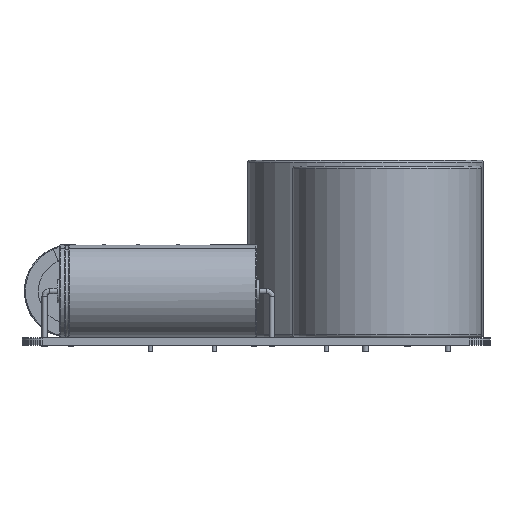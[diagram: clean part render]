
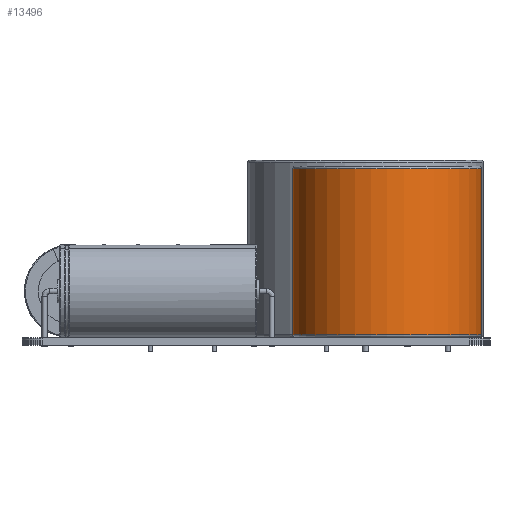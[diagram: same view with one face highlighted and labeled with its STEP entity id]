
A CAD part, front view. The second image highlights one B-rep face of the part: STEP entity #13496.
In plain terms, the highlighted cylindrical face has radius 20.32 mm (diameter 40.64 mm), a full revolution.
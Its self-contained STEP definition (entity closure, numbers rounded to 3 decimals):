
#13496 = ADVANCED_FACE('',(#13497),#13510,.T.);
#13497 = FACE_BOUND('',#13498,.T.);
#13498 = EDGE_LOOP('',(#13499,#13533,#13556,#13583));
#13499 = ORIENTED_EDGE('',*,*,#13500,.T.);
#13500 = EDGE_CURVE('',#13501,#13501,#13503,.T.);
#13501 = VERTEX_POINT('',#13502);
#13502 = CARTESIAN_POINT('',(33.4,0.,0.6));
#13503 = SURFACE_CURVE('',#13504,(#13509,#13521),.PCURVE_S1.);
#13504 = CIRCLE('',#13505,20.32);
#13505 = AXIS2_PLACEMENT_3D('',#13506,#13507,#13508);
#13506 = CARTESIAN_POINT('',(13.08,0.,0.6));
#13507 = DIRECTION('',(0.,0.,1.));
#13508 = DIRECTION('',(1.,0.,-0.));
#13509 = PCURVE('',#13510,#13515);
#13510 = CYLINDRICAL_SURFACE('',#13511,20.32);
#13511 = AXIS2_PLACEMENT_3D('',#13512,#13513,#13514);
#13512 = CARTESIAN_POINT('',(13.08,0.,0.1));
#13513 = DIRECTION('',(-0.,-0.,-1.));
#13514 = DIRECTION('',(1.,0.,0.));
#13515 = DEFINITIONAL_REPRESENTATION('',(#13516),#13520);
#13516 = LINE('',#13517,#13518);
#13517 = CARTESIAN_POINT('',(6.283,-0.5));
#13518 = VECTOR('',#13519,1.);
#13519 = DIRECTION('',(-1.,0.));
#13520 = ( GEOMETRIC_REPRESENTATION_CONTEXT(2) 
PARAMETRIC_REPRESENTATION_CONTEXT() REPRESENTATION_CONTEXT('2D SPACE',''
  ) );
#13521 = PCURVE('',#13522,#13527);
#13522 = TOROIDAL_SURFACE('',#13523,19.82,0.5);
#13523 = AXIS2_PLACEMENT_3D('',#13524,#13525,#13526);
#13524 = CARTESIAN_POINT('',(13.08,0.,0.6));
#13525 = DIRECTION('',(0.,0.,-1.));
#13526 = DIRECTION('',(1.,0.,0.));
#13527 = DEFINITIONAL_REPRESENTATION('',(#13528),#13532);
#13528 = LINE('',#13529,#13530);
#13529 = CARTESIAN_POINT('',(6.283,0.));
#13530 = VECTOR('',#13531,1.);
#13531 = DIRECTION('',(-1.,0.));
#13532 = ( GEOMETRIC_REPRESENTATION_CONTEXT(2) 
PARAMETRIC_REPRESENTATION_CONTEXT() REPRESENTATION_CONTEXT('2D SPACE',''
  ) );
#13533 = ORIENTED_EDGE('',*,*,#13534,.T.);
#13534 = EDGE_CURVE('',#13501,#13535,#13537,.T.);
#13535 = VERTEX_POINT('',#13536);
#13536 = CARTESIAN_POINT('',(33.4,0.,36.43));
#13537 = SEAM_CURVE('',#13538,(#13542,#13549),.PCURVE_S1.);
#13538 = LINE('',#13539,#13540);
#13539 = CARTESIAN_POINT('',(33.4,0.,0.1));
#13540 = VECTOR('',#13541,1.);
#13541 = DIRECTION('',(0.,0.,1.));
#13542 = PCURVE('',#13510,#13543);
#13543 = DEFINITIONAL_REPRESENTATION('',(#13544),#13548);
#13544 = LINE('',#13545,#13546);
#13545 = CARTESIAN_POINT('',(0.,0.));
#13546 = VECTOR('',#13547,1.);
#13547 = DIRECTION('',(0.,-1.));
#13548 = ( GEOMETRIC_REPRESENTATION_CONTEXT(2) 
PARAMETRIC_REPRESENTATION_CONTEXT() REPRESENTATION_CONTEXT('2D SPACE',''
  ) );
#13549 = PCURVE('',#13510,#13550);
#13550 = DEFINITIONAL_REPRESENTATION('',(#13551),#13555);
#13551 = LINE('',#13552,#13553);
#13552 = CARTESIAN_POINT('',(6.283,0.));
#13553 = VECTOR('',#13554,1.);
#13554 = DIRECTION('',(0.,-1.));
#13555 = ( GEOMETRIC_REPRESENTATION_CONTEXT(2) 
PARAMETRIC_REPRESENTATION_CONTEXT() REPRESENTATION_CONTEXT('2D SPACE',''
  ) );
#13556 = ORIENTED_EDGE('',*,*,#13557,.F.);
#13557 = EDGE_CURVE('',#13535,#13535,#13558,.T.);
#13558 = SURFACE_CURVE('',#13559,(#13564,#13571),.PCURVE_S1.);
#13559 = CIRCLE('',#13560,20.32);
#13560 = AXIS2_PLACEMENT_3D('',#13561,#13562,#13563);
#13561 = CARTESIAN_POINT('',(13.08,0.,36.43));
#13562 = DIRECTION('',(0.,0.,1.));
#13563 = DIRECTION('',(1.,0.,-0.));
#13564 = PCURVE('',#13510,#13565);
#13565 = DEFINITIONAL_REPRESENTATION('',(#13566),#13570);
#13566 = LINE('',#13567,#13568);
#13567 = CARTESIAN_POINT('',(6.283,-36.33));
#13568 = VECTOR('',#13569,1.);
#13569 = DIRECTION('',(-1.,0.));
#13570 = ( GEOMETRIC_REPRESENTATION_CONTEXT(2) 
PARAMETRIC_REPRESENTATION_CONTEXT() REPRESENTATION_CONTEXT('2D SPACE',''
  ) );
#13571 = PCURVE('',#13572,#13577);
#13572 = TOROIDAL_SURFACE('',#13573,19.82,0.5);
#13573 = AXIS2_PLACEMENT_3D('',#13574,#13575,#13576);
#13574 = CARTESIAN_POINT('',(13.08,0.,36.43));
#13575 = DIRECTION('',(0.,0.,1.));
#13576 = DIRECTION('',(1.,0.,-0.));
#13577 = DEFINITIONAL_REPRESENTATION('',(#13578),#13582);
#13578 = LINE('',#13579,#13580);
#13579 = CARTESIAN_POINT('',(0.,0.));
#13580 = VECTOR('',#13581,1.);
#13581 = DIRECTION('',(1.,0.));
#13582 = ( GEOMETRIC_REPRESENTATION_CONTEXT(2) 
PARAMETRIC_REPRESENTATION_CONTEXT() REPRESENTATION_CONTEXT('2D SPACE',''
  ) );
#13583 = ORIENTED_EDGE('',*,*,#13534,.F.);
